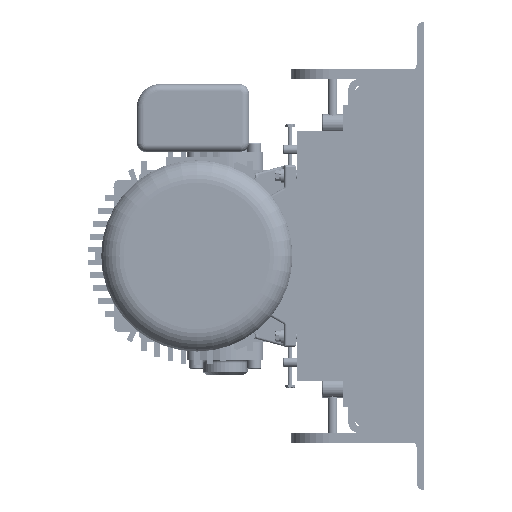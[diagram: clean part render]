
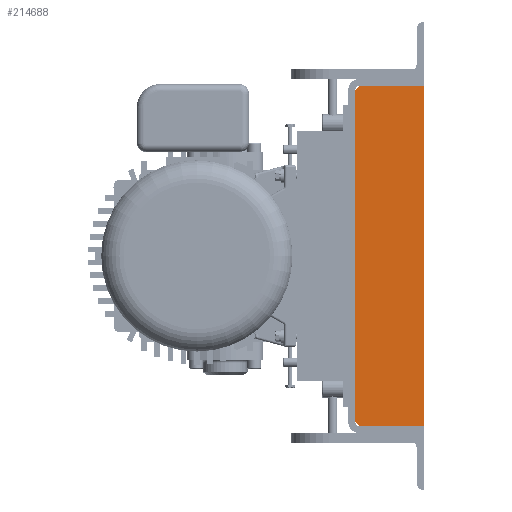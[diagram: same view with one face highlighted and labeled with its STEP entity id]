
A CAD part, left-side view. The second image highlights one B-rep face of the part: STEP entity #214688.
In plain terms, the highlighted planar face has unit normal (-1, 0, 0).
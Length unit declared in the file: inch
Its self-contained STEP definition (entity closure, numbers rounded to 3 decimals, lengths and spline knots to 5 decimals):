
#2646 = VECTOR ( 'NONE', #117989, 39.37008 ) ;
#15622 = DIRECTION ( 'NONE',  ( 0., 0.707, 0.707 ) ) ;
#16479 = CARTESIAN_POINT ( 'NONE',  ( 0., 0., -18.375 ) ) ;
#22535 = ORIENTED_EDGE ( 'NONE', *, *, #84418, .F. ) ;
#41337 = VECTOR ( 'NONE', #73887, 39.37008 ) ;
#56778 = FACE_OUTER_BOUND ( 'NONE', #118288, .T. ) ;
#65290 = DIRECTION ( 'NONE',  ( 0., -1., 0. ) ) ;
#73650 = VERTEX_POINT ( 'NONE', #181227 ) ;
#73887 = DIRECTION ( 'NONE',  ( 0., 0., -1. ) ) ;
#79799 = VERTEX_POINT ( 'NONE', #226804 ) ;
#79869 = VECTOR ( 'NONE', #214796, 39.37008 ) ;
#80220 = LINE ( 'NONE', #173463, #208514 ) ;
#84418 = EDGE_CURVE ( 'NONE', #79799, #111006, #197690, .T. ) ;
#85653 = EDGE_CURVE ( 'NONE', #111006, #73650, #197021, .T. ) ;
#85665 = CARTESIAN_POINT ( 'NONE',  ( 0., 3.375, -18.375 ) ) ;
#86037 = CARTESIAN_POINT ( 'NONE',  ( 0., 0., -0.375 ) ) ;
#87618 = CARTESIAN_POINT ( 'NONE',  ( 0., 3.625, -0.625 ) ) ;
#87961 = CARTESIAN_POINT ( 'NONE',  ( 0., 0.005, -0.88991 ) ) ;
#90923 = CARTESIAN_POINT ( 'NONE',  ( 0., 3.375, -0.375 ) ) ;
#90990 = CARTESIAN_POINT ( 'NONE',  ( 0., 3.375, -18.375 ) ) ;
#99762 = LINE ( 'NONE', #143925, #41337 ) ;
#101105 = VERTEX_POINT ( 'NONE', #86037 ) ;
#106358 = ORIENTED_EDGE ( 'NONE', *, *, #224381, .F. ) ;
#107389 = PLANE ( 'NONE',  #189621 ) ;
#108133 = DIRECTION ( 'NONE',  ( 0., 0., 1. ) ) ;
#111006 = VERTEX_POINT ( 'NONE', #87618 ) ;
#113744 = ORIENTED_EDGE ( 'NONE', *, *, #122590, .F. ) ;
#114818 = ORIENTED_EDGE ( 'NONE', *, *, #170975, .F. ) ;
#117989 = DIRECTION ( 'NONE',  ( 0., 0., 1. ) ) ;
#118288 = EDGE_LOOP ( 'NONE', ( #217603, #113744, #212612, #22535, #114818, #106358 ) ) ;
#122590 = EDGE_CURVE ( 'NONE', #73650, #101105, #80220, .T. ) ;
#123728 = DIRECTION ( 'NONE',  ( 0., 1., 0. ) ) ;
#126798 = VECTOR ( 'NONE', #123728, 39.37008 ) ;
#128107 = VERTEX_POINT ( 'NONE', #16479 ) ;
#133029 = VECTOR ( 'NONE', #15622, 39.37008 ) ;
#135886 = CARTESIAN_POINT ( 'NONE',  ( 0., 3.625, -0.625 ) ) ;
#143925 = CARTESIAN_POINT ( 'NONE',  ( 0., 0., -18.375 ) ) ;
#170975 = EDGE_CURVE ( 'NONE', #201375, #79799, #227839, .T. ) ;
#173463 = CARTESIAN_POINT ( 'NONE',  ( 0., 0., -0.375 ) ) ;
#179029 = DIRECTION ( 'NONE',  ( -1., 0., 0. ) ) ;
#179797 = LINE ( 'NONE', #85665, #126798 ) ;
#181227 = CARTESIAN_POINT ( 'NONE',  ( 0., 3.375, -0.375 ) ) ;
#189621 = AXIS2_PLACEMENT_3D ( 'NONE', #87961, #179029, #108133 ) ;
#197021 = LINE ( 'NONE', #90923, #79869 ) ;
#197690 = LINE ( 'NONE', #135886, #2646 ) ;
#201375 = VERTEX_POINT ( 'NONE', #90990 ) ;
#208514 = VECTOR ( 'NONE', #65290, 39.37008 ) ;
#212612 = ORIENTED_EDGE ( 'NONE', *, *, #85653, .F. ) ;
#214688 = ADVANCED_FACE ( 'NONE', ( #56778 ), #107389, .T. ) ;
#214796 = DIRECTION ( 'NONE',  ( 0., -0.707, 0.707 ) ) ;
#217603 = ORIENTED_EDGE ( 'NONE', *, *, #223237, .F. ) ;
#223237 = EDGE_CURVE ( 'NONE', #101105, #128107, #99762, .T. ) ;
#224381 = EDGE_CURVE ( 'NONE', #128107, #201375, #179797, .T. ) ;
#226804 = CARTESIAN_POINT ( 'NONE',  ( 0., 3.625, -18.125 ) ) ;
#227839 = LINE ( 'NONE', #230426, #133029 ) ;
#230426 = CARTESIAN_POINT ( 'NONE',  ( 0., 3.625, -18.125 ) ) ;
